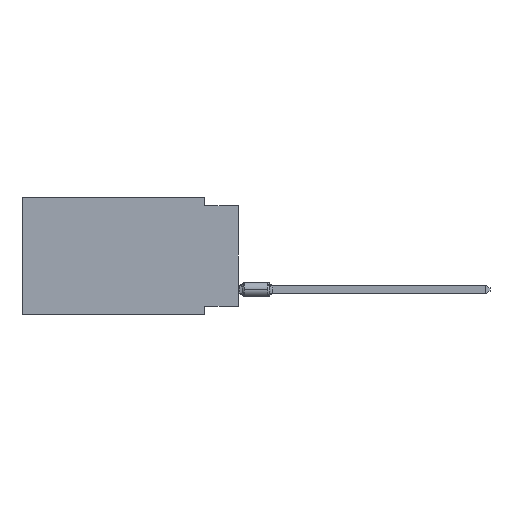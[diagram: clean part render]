
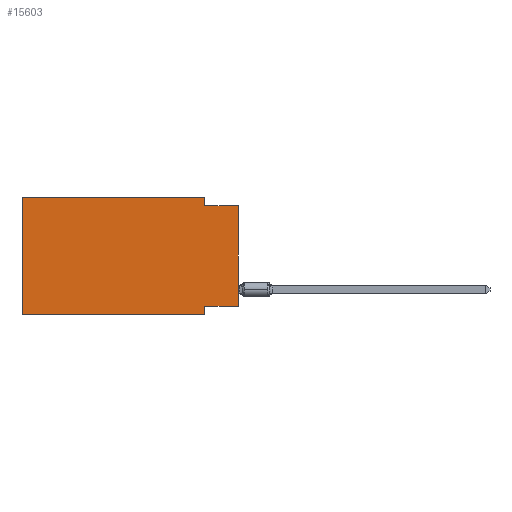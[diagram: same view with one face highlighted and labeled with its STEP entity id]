
A CAD part, left-side view. The second image highlights one B-rep face of the part: STEP entity #15603.
In plain terms, the highlighted planar face has unit normal (-1, 0, 0).
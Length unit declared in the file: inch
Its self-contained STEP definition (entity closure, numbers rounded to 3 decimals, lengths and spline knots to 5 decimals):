
#96 = CARTESIAN_POINT ( 'NONE',  ( 0., 0.1, 0. ) ) ;
#205 = CARTESIAN_POINT ( 'NONE',  ( 0., 0.645, 0. ) ) ;
#397 = VERTEX_POINT ( 'NONE', #17040 ) ;
#659 = EDGE_CURVE ( 'NONE', #11329, #16730, #17677, .T. ) ;
#1297 = ORIENTED_EDGE ( 'NONE', *, *, #7992, .F. ) ;
#1787 = ORIENTED_EDGE ( 'NONE', *, *, #4378, .F. ) ;
#1826 = VECTOR ( 'NONE', #2734, 39.37008 ) ;
#1939 = LINE ( 'NONE', #13124, #11647 ) ;
#1979 = LINE ( 'NONE', #16089, #11281 ) ;
#2114 = CARTESIAN_POINT ( 'NONE',  ( 0., 0.645, 0. ) ) ;
#2261 = CARTESIAN_POINT ( 'NONE',  ( 0., 0.645, -0.35 ) ) ;
#2596 = DIRECTION ( 'NONE',  ( 0., 0., 1. ) ) ;
#2667 = ORIENTED_EDGE ( 'NONE', *, *, #15774, .T. ) ;
#2734 = DIRECTION ( 'NONE',  ( 0., 0., -1. ) ) ;
#2743 = LINE ( 'NONE', #96, #10230 ) ;
#3392 = DIRECTION ( 'NONE',  ( 0., 1., 0. ) ) ;
#3486 = ORIENTED_EDGE ( 'NONE', *, *, #8165, .F. ) ;
#3488 = VECTOR ( 'NONE', #11984, 39.37008 ) ;
#3818 = LINE ( 'NONE', #2261, #9097 ) ;
#4219 = CARTESIAN_POINT ( 'NONE',  ( 0., 0., -0.325 ) ) ;
#4378 = EDGE_CURVE ( 'NONE', #11028, #7522, #4691, .T. ) ;
#4539 = VECTOR ( 'NONE', #2596, 39.37008 ) ;
#4597 = DIRECTION ( 'NONE',  ( 0., 0., 1. ) ) ;
#4691 = LINE ( 'NONE', #2114, #8949 ) ;
#4815 = AXIS2_PLACEMENT_3D ( 'NONE', #6541, #5071, #12039 ) ;
#4915 = DIRECTION ( 'NONE',  ( 0., -1., 0. ) ) ;
#5071 = DIRECTION ( 'NONE',  ( 1., 0., 0. ) ) ;
#5927 = EDGE_LOOP ( 'NONE', ( #2667, #9107, #1297, #3486, #1787, #7884, #14303, #13912 ) ) ;
#6156 = EDGE_CURVE ( 'NONE', #6360, #11329, #1939, .T. ) ;
#6360 = VERTEX_POINT ( 'NONE', #4219 ) ;
#6447 = FACE_OUTER_BOUND ( 'NONE', #5927, .T. ) ;
#6541 = CARTESIAN_POINT ( 'NONE',  ( 0., 0.645, 0. ) ) ;
#6728 = PLANE ( 'NONE',  #4815 ) ;
#7522 = VERTEX_POINT ( 'NONE', #205 ) ;
#7884 = ORIENTED_EDGE ( 'NONE', *, *, #9155, .T. ) ;
#7950 = LINE ( 'NONE', #14913, #3488 ) ;
#7992 = EDGE_CURVE ( 'NONE', #397, #10954, #2743, .T. ) ;
#8146 = CARTESIAN_POINT ( 'NONE',  ( 0., 0.1, -0.35 ) ) ;
#8165 = EDGE_CURVE ( 'NONE', #7522, #397, #7950, .T. ) ;
#8921 = CARTESIAN_POINT ( 'NONE',  ( 0., 0.1, -0.35 ) ) ;
#8949 = VECTOR ( 'NONE', #4597, 39.37008 ) ;
#9097 = VECTOR ( 'NONE', #9602, 39.37008 ) ;
#9107 = ORIENTED_EDGE ( 'NONE', *, *, #16223, .F. ) ;
#9155 = EDGE_CURVE ( 'NONE', #11028, #16730, #3818, .T. ) ;
#9570 = LINE ( 'NONE', #15156, #4539 ) ;
#9602 = DIRECTION ( 'NONE',  ( 0., -1., 0. ) ) ;
#10230 = VECTOR ( 'NONE', #17879, 39.37008 ) ;
#10607 = CARTESIAN_POINT ( 'NONE',  ( 0., 0.1, -0.025 ) ) ;
#10954 = VERTEX_POINT ( 'NONE', #10607 ) ;
#11028 = VERTEX_POINT ( 'NONE', #16741 ) ;
#11281 = VECTOR ( 'NONE', #4915, 39.37008 ) ;
#11329 = VERTEX_POINT ( 'NONE', #12338 ) ;
#11647 = VECTOR ( 'NONE', #3392, 39.37008 ) ;
#11984 = DIRECTION ( 'NONE',  ( 0., -1., 0. ) ) ;
#12039 = DIRECTION ( 'NONE',  ( 0., 0., -1. ) ) ;
#12338 = CARTESIAN_POINT ( 'NONE',  ( 0., 0.1, -0.325 ) ) ;
#13124 = CARTESIAN_POINT ( 'NONE',  ( 0., 0., -0.325 ) ) ;
#13912 = ORIENTED_EDGE ( 'NONE', *, *, #6156, .F. ) ;
#14303 = ORIENTED_EDGE ( 'NONE', *, *, #659, .F. ) ;
#14913 = CARTESIAN_POINT ( 'NONE',  ( 0., 0.645, 0. ) ) ;
#15156 = CARTESIAN_POINT ( 'NONE',  ( 0., 0., 0. ) ) ;
#15603 = ADVANCED_FACE ( 'NONE', ( #6447 ), #6728, .F. ) ;
#15774 = EDGE_CURVE ( 'NONE', #6360, #17079, #9570, .T. ) ;
#16089 = CARTESIAN_POINT ( 'NONE',  ( 0., 0., -0.025 ) ) ;
#16223 = EDGE_CURVE ( 'NONE', #10954, #17079, #1979, .T. ) ;
#16376 = CARTESIAN_POINT ( 'NONE',  ( 0., 0., -0.025 ) ) ;
#16730 = VERTEX_POINT ( 'NONE', #8921 ) ;
#16741 = CARTESIAN_POINT ( 'NONE',  ( 0., 0.645, -0.35 ) ) ;
#17040 = CARTESIAN_POINT ( 'NONE',  ( 0., 0.1, 0. ) ) ;
#17079 = VERTEX_POINT ( 'NONE', #16376 ) ;
#17677 = LINE ( 'NONE', #8146, #1826 ) ;
#17879 = DIRECTION ( 'NONE',  ( 0., 0., -1. ) ) ;
